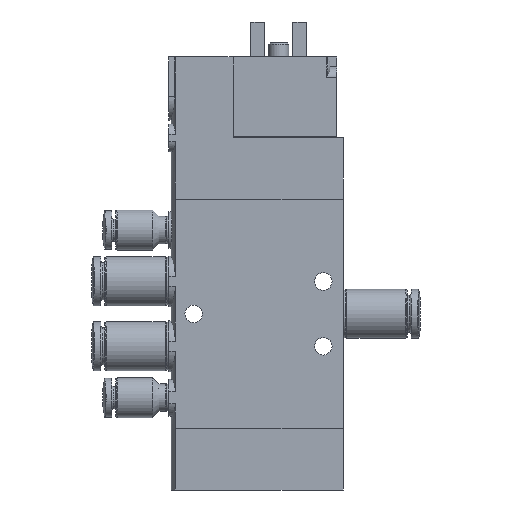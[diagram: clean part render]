
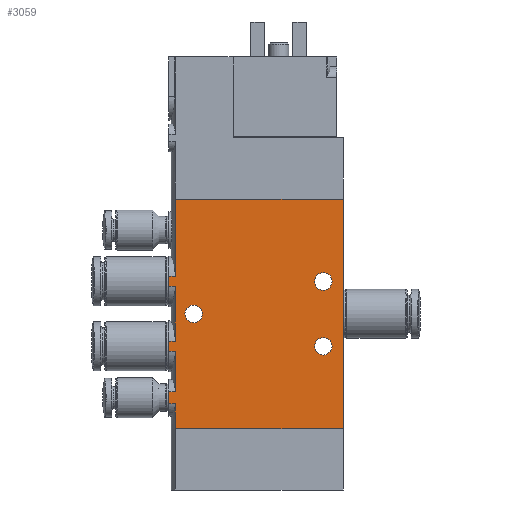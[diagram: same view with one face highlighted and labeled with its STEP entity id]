
A CAD part, left-side view. The second image highlights one B-rep face of the part: STEP entity #3059.
In plain terms, the highlighted face is planar.
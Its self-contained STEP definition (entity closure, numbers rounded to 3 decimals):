
#110=PLANE('',#3799);
#271=CIRCLE('',#3787,1.75);
#273=CIRCLE('',#3790,1.75);
#278=CIRCLE('',#3800,1.75);
#492=ORIENTED_EDGE('',*,*,#1261,.T.);
#493=ORIENTED_EDGE('',*,*,#1298,.T.);
#494=ORIENTED_EDGE('',*,*,#1290,.F.);
#495=ORIENTED_EDGE('',*,*,#1250,.T.);
#496=ORIENTED_EDGE('',*,*,#1263,.T.);
#497=ORIENTED_EDGE('',*,*,#1252,.T.);
#498=ORIENTED_EDGE('',*,*,#1293,.F.);
#499=ORIENTED_EDGE('',*,*,#1242,.T.);
#500=ORIENTED_EDGE('',*,*,#1266,.T.);
#501=ORIENTED_EDGE('',*,*,#1244,.T.);
#502=ORIENTED_EDGE('',*,*,#1285,.F.);
#503=ORIENTED_EDGE('',*,*,#1275,.T.);
#504=ORIENTED_EDGE('',*,*,#1279,.T.);
#505=ORIENTED_EDGE('',*,*,#1277,.T.);
#506=ORIENTED_EDGE('',*,*,#1288,.F.);
#507=ORIENTED_EDGE('',*,*,#1299,.F.);
#508=ORIENTED_EDGE('',*,*,#1283,.F.);
#509=ORIENTED_EDGE('',*,*,#1281,.F.);
#510=ORIENTED_EDGE('',*,*,#1300,.F.);
#1242=EDGE_CURVE('',#1660,#1659,#1959,.F.);
#1244=EDGE_CURVE('',#1661,#1662,#1960,.T.);
#1250=EDGE_CURVE('',#1668,#1667,#1963,.F.);
#1252=EDGE_CURVE('',#1669,#1670,#1964,.T.);
#1261=EDGE_CURVE('',#1679,#1678,#1968,.T.);
#1263=EDGE_CURVE('',#1667,#1669,#1970,.T.);
#1266=EDGE_CURVE('',#1659,#1661,#1972,.T.);
#1275=EDGE_CURVE('',#1687,#1688,#1977,.F.);
#1277=EDGE_CURVE('',#1690,#1689,#1978,.T.);
#1279=EDGE_CURVE('',#1688,#1690,#1979,.T.);
#1281=EDGE_CURVE('',#1692,#1692,#271,.F.);
#1283=EDGE_CURVE('',#1694,#1694,#273,.F.);
#1285=EDGE_CURVE('',#1687,#1662,#1980,.T.);
#1288=EDGE_CURVE('',#1697,#1689,#1982,.T.);
#1290=EDGE_CURVE('',#1668,#1698,#1984,.T.);
#1293=EDGE_CURVE('',#1660,#1670,#1986,.T.);
#1298=EDGE_CURVE('',#1678,#1698,#1990,.T.);
#1299=EDGE_CURVE('',#1679,#1697,#1991,.T.);
#1300=EDGE_CURVE('',#1701,#1701,#278,.F.);
#1659=VERTEX_POINT('',#5067);
#1660=VERTEX_POINT('',#5069);
#1661=VERTEX_POINT('',#5079);
#1662=VERTEX_POINT('',#5080);
#1667=VERTEX_POINT('',#5097);
#1668=VERTEX_POINT('',#5099);
#1669=VERTEX_POINT('',#5109);
#1670=VERTEX_POINT('',#5110);
#1678=VERTEX_POINT('',#5133);
#1679=VERTEX_POINT('',#5135);
#1687=VERTEX_POINT('',#5172);
#1688=VERTEX_POINT('',#5173);
#1689=VERTEX_POINT('',#5185);
#1690=VERTEX_POINT('',#5187);
#1692=VERTEX_POINT('',#5195);
#1694=VERTEX_POINT('',#5200);
#1697=VERTEX_POINT('',#5208);
#1698=VERTEX_POINT('',#5213);
#1701=VERTEX_POINT('',#5229);
#1959=LINE('',#5068,#2164);
#1960=LINE('',#5078,#2165);
#1963=LINE('',#5098,#2168);
#1964=LINE('',#5108,#2169);
#1968=LINE('',#5134,#2173);
#1970=LINE('',#5138,#2175);
#1972=LINE('',#5143,#2177);
#1977=LINE('',#5171,#2182);
#1978=LINE('',#5186,#2183);
#1979=LINE('',#5190,#2184);
#1980=LINE('',#5204,#2185);
#1982=LINE('',#5209,#2187);
#1984=LINE('',#5212,#2189);
#1986=LINE('',#5218,#2191);
#1990=LINE('',#5226,#2195);
#1991=LINE('',#5227,#2196);
#2164=VECTOR('',#4133,1000.);
#2165=VECTOR('',#4136,1000.);
#2168=VECTOR('',#4145,1000.);
#2169=VECTOR('',#4148,1000.);
#2173=VECTOR('',#4162,1000.);
#2175=VECTOR('',#4166,1000.);
#2177=VECTOR('',#4172,1000.);
#2182=VECTOR('',#4189,1000.);
#2183=VECTOR('',#4190,1000.);
#2184=VECTOR('',#4195,1000.);
#2185=VECTOR('',#4212,1000.);
#2187=VECTOR('',#4216,1000.);
#2189=VECTOR('',#4220,1000.);
#2191=VECTOR('',#4226,1000.);
#2195=VECTOR('',#4236,1000.);
#2196=VECTOR('',#4237,1000.);
#2397=EDGE_LOOP('',(#492,#493,#494,#495,#496,#497,#498,#499,#500,#501,#502,
#503,#504,#505,#506,#507));
#2398=EDGE_LOOP('',(#508));
#2399=EDGE_LOOP('',(#509));
#2400=EDGE_LOOP('',(#510));
#2697=FACE_BOUND('',#2397,.T.);
#2698=FACE_BOUND('',#2398,.T.);
#2699=FACE_BOUND('',#2399,.T.);
#2700=FACE_BOUND('',#2400,.T.);
#3059=ADVANCED_FACE('',(#2697,#2698,#2699,#2700),#110,.F.);
#3787=AXIS2_PLACEMENT_3D('',#5194,#4200,#4201);
#3790=AXIS2_PLACEMENT_3D('',#5199,#4206,#4207);
#3799=AXIS2_PLACEMENT_3D('',#5225,#4234,#4235);
#3800=AXIS2_PLACEMENT_3D('',#5228,#4238,#4239);
#4133=DIRECTION('',(0.,-1.,0.));
#4136=DIRECTION('',(0.,-1.,0.));
#4145=DIRECTION('',(0.,-1.,0.));
#4148=DIRECTION('',(0.,-1.,0.));
#4162=DIRECTION('',(-1.,0.,0.));
#4166=DIRECTION('',(1.,0.,0.));
#4172=DIRECTION('',(1.,0.,0.));
#4189=DIRECTION('',(0.,-1.,0.));
#4190=DIRECTION('',(0.,-1.,0.));
#4195=DIRECTION('',(1.,0.,0.));
#4200=DIRECTION('',(0.,0.,1.));
#4201=DIRECTION('',(1.,0.,0.));
#4206=DIRECTION('',(0.,0.,1.));
#4207=DIRECTION('',(1.,0.,0.));
#4212=DIRECTION('',(-1.,0.,0.));
#4216=DIRECTION('',(-1.,0.,0.));
#4220=DIRECTION('',(-1.,0.,0.));
#4226=DIRECTION('',(-1.,0.,0.));
#4234=DIRECTION('',(0.,0.,1.));
#4235=DIRECTION('',(1.,0.,0.));
#4236=DIRECTION('',(0.,1.,0.));
#4237=DIRECTION('',(0.,1.,0.));
#4238=DIRECTION('',(0.,0.,1.));
#4239=DIRECTION('',(1.,0.,0.));
#5067=CARTESIAN_POINT('',(28.495,35.,-5.));
#5068=CARTESIAN_POINT('',(28.495,0.,-5.));
#5069=CARTESIAN_POINT('',(28.495,33.642,-5.));
#5078=CARTESIAN_POINT('',(30.505,0.,-5.));
#5079=CARTESIAN_POINT('',(30.505,35.,-5.));
#5080=CARTESIAN_POINT('',(30.505,33.642,-5.));
#5097=CARTESIAN_POINT('',(15.495,35.,-5.));
#5098=CARTESIAN_POINT('',(15.495,0.,-5.));
#5099=CARTESIAN_POINT('',(15.495,33.642,-5.));
#5108=CARTESIAN_POINT('',(17.505,0.,-5.));
#5109=CARTESIAN_POINT('',(17.505,35.,-5.));
#5110=CARTESIAN_POINT('',(17.505,33.642,-5.));
#5133=CARTESIAN_POINT('',(0.,0.,-5.));
#5134=CARTESIAN_POINT('',(46.,0.,-5.));
#5135=CARTESIAN_POINT('',(46.,0.,-5.));
#5138=CARTESIAN_POINT('',(16.5,35.,-5.));
#5143=CARTESIAN_POINT('',(29.5,35.,-5.));
#5171=CARTESIAN_POINT('',(38.6,0.,-5.));
#5172=CARTESIAN_POINT('',(38.6,33.642,-5.));
#5173=CARTESIAN_POINT('',(38.6,35.,-5.));
#5185=CARTESIAN_POINT('',(41.,33.642,-5.));
#5186=CARTESIAN_POINT('',(41.,0.,-5.));
#5187=CARTESIAN_POINT('',(41.,35.,-5.));
#5190=CARTESIAN_POINT('',(39.8,35.,-5.));
#5194=CARTESIAN_POINT('',(16.5,4.,-5.));
#5195=CARTESIAN_POINT('',(18.25,4.,-5.));
#5199=CARTESIAN_POINT('',(29.5,4.,-5.));
#5200=CARTESIAN_POINT('',(31.25,4.,-5.));
#5204=CARTESIAN_POINT('',(46.,33.642,-5.));
#5208=CARTESIAN_POINT('',(46.,33.642,-5.));
#5209=CARTESIAN_POINT('',(46.,33.642,-5.));
#5212=CARTESIAN_POINT('',(46.,33.642,-5.));
#5213=CARTESIAN_POINT('',(0.,33.642,-5.));
#5218=CARTESIAN_POINT('',(46.,33.642,-5.));
#5225=CARTESIAN_POINT('',(46.,0.,-5.));
#5226=CARTESIAN_POINT('',(0.,0.,-5.));
#5227=CARTESIAN_POINT('',(46.,0.,-5.));
#5228=CARTESIAN_POINT('',(23.,30.,-5.));
#5229=CARTESIAN_POINT('',(24.75,30.,-5.));
